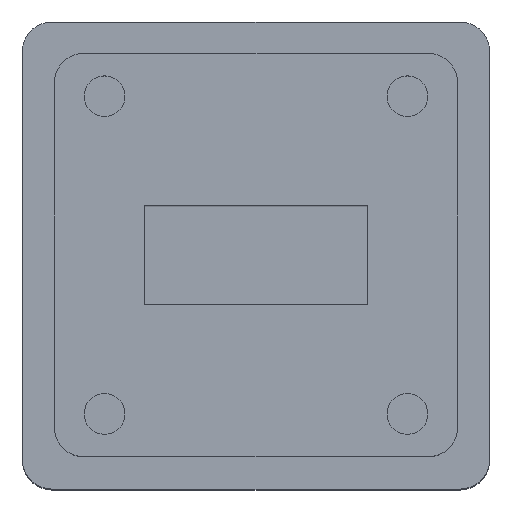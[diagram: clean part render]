
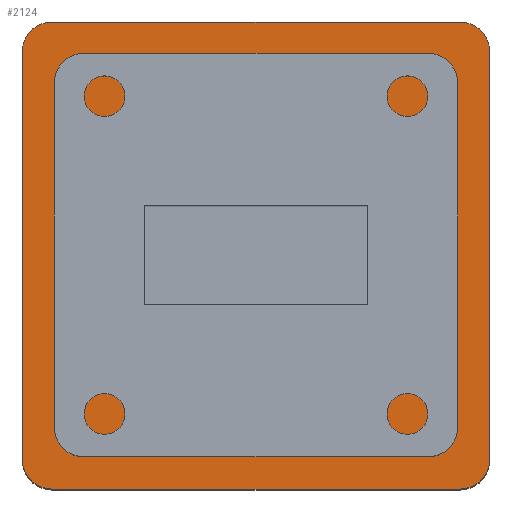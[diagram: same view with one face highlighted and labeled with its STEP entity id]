
A CAD part, top view. The second image highlights one B-rep face of the part: STEP entity #2124.
In plain terms, the highlighted planar face has unit normal (0, 0, 1).
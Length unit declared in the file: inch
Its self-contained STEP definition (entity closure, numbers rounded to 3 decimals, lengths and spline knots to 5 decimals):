
#22 = VERTEX_POINT ( 'NONE', #3094 ) ;
#47 = EDGE_CURVE ( 'NONE', #1241, #3862, #54, .T. ) ;
#54 = CIRCLE ( 'NONE', #2297, 0.11811 ) ;
#84 = LINE ( 'NONE', #3409, #2205 ) ;
#153 = DIRECTION ( 'NONE',  ( 1., 0., 0. ) ) ;
#227 = LINE ( 'NONE', #2644, #1285 ) ;
#235 = CARTESIAN_POINT ( 'NONE',  ( -0.82283, -0.94094, -1.02331 ) ) ;
#334 = ORIENTED_EDGE ( 'NONE', *, *, #3204, .T. ) ;
#339 = FACE_BOUND ( 'NONE', #413, .T. ) ;
#380 = CARTESIAN_POINT ( 'NONE',  ( 0.5, 0.25, -1.02331 ) ) ;
#413 = EDGE_LOOP ( 'NONE', ( #3765, #1539, #3249, #1642 ) ) ;
#444 = CARTESIAN_POINT ( 'NONE',  ( -0.82283, 0.82283, -1.02331 ) ) ;
#451 = LINE ( 'NONE', #1091, #3226 ) ;
#467 = DIRECTION ( 'NONE',  ( 1., 0., 0. ) ) ;
#590 = CARTESIAN_POINT ( 'NONE',  ( -0.94094, -0.82283, -1.02331 ) ) ;
#640 = VERTEX_POINT ( 'NONE', #2936 ) ;
#677 = CARTESIAN_POINT ( 'NONE',  ( -0.5, -0.25, -1.02331 ) ) ;
#699 = ORIENTED_EDGE ( 'NONE', *, *, #47, .T. ) ;
#735 = CARTESIAN_POINT ( 'NONE',  ( 0.5, -0.25, -1.02331 ) ) ;
#743 = CARTESIAN_POINT ( 'NONE',  ( 0.5, 0.25, -1.02331 ) ) ;
#755 = EDGE_CURVE ( 'NONE', #1920, #3862, #227, .T. ) ;
#776 = DIRECTION ( 'NONE',  ( 0., 1., 0. ) ) ;
#834 = CARTESIAN_POINT ( 'NONE',  ( -0.94094, 0.82283, -1.02331 ) ) ;
#920 = CIRCLE ( 'NONE', #3865, 0.11811 ) ;
#950 = CARTESIAN_POINT ( 'NONE',  ( 0.82283, -0.94094, -1.02331 ) ) ;
#954 = EDGE_CURVE ( 'NONE', #3005, #3712, #1300, .T. ) ;
#1063 = PLANE ( 'NONE',  #3439 ) ;
#1080 = CARTESIAN_POINT ( 'NONE',  ( 0.94094, 0.82283, -1.02331 ) ) ;
#1091 = CARTESIAN_POINT ( 'NONE',  ( -0.5, 0.25, -1.02331 ) ) ;
#1112 = EDGE_CURVE ( 'NONE', #22, #1113, #3169, .T. ) ;
#1113 = VERTEX_POINT ( 'NONE', #743 ) ;
#1145 = CARTESIAN_POINT ( 'NONE',  ( -0.82283, 0.94094, -1.02331 ) ) ;
#1220 = CARTESIAN_POINT ( 'NONE',  ( 0.82283, 0.94094, -1.02331 ) ) ;
#1241 = VERTEX_POINT ( 'NONE', #1080 ) ;
#1285 = VECTOR ( 'NONE', #1453, 39.37008 ) ;
#1300 = CIRCLE ( 'NONE', #2389, 0.11811 ) ;
#1345 = DIRECTION ( 'NONE',  ( 0., 0., 1. ) ) ;
#1453 = DIRECTION ( 'NONE',  ( 1., 0., 0. ) ) ;
#1489 = LINE ( 'NONE', #2713, #2878 ) ;
#1539 = ORIENTED_EDGE ( 'NONE', *, *, #1112, .T. ) ;
#1548 = ORIENTED_EDGE ( 'NONE', *, *, #755, .F. ) ;
#1617 = VERTEX_POINT ( 'NONE', #834 ) ;
#1642 = ORIENTED_EDGE ( 'NONE', *, *, #3138, .T. ) ;
#1663 = DIRECTION ( 'NONE',  ( 0., 0., 1. ) ) ;
#1772 = ORIENTED_EDGE ( 'NONE', *, *, #2187, .T. ) ;
#1861 = DIRECTION ( 'NONE',  ( 0., 0., 1. ) ) ;
#1882 = CARTESIAN_POINT ( 'NONE',  ( 0.82283, 0.82283, -1.02331 ) ) ;
#1915 = DIRECTION ( 'NONE',  ( 0., -1., 0. ) ) ;
#1920 = VERTEX_POINT ( 'NONE', #1145 ) ;
#1968 = VECTOR ( 'NONE', #2807, 39.37008 ) ;
#2006 = DIRECTION ( 'NONE',  ( 0., 0., 1. ) ) ;
#2096 = AXIS2_PLACEMENT_3D ( 'NONE', #444, #2006, #467 ) ;
#2124 = ADVANCED_FACE ( 'NONE', ( #339, #2264 ), #1063, .T. ) ;
#2165 = LINE ( 'NONE', #677, #1968 ) ;
#2187 = EDGE_CURVE ( 'NONE', #3104, #640, #920, .T. ) ;
#2205 = VECTOR ( 'NONE', #1915, 39.37008 ) ;
#2242 = VERTEX_POINT ( 'NONE', #2648 ) ;
#2247 = CARTESIAN_POINT ( 'NONE',  ( 0.82283, -0.82283, -1.02331 ) ) ;
#2264 = FACE_OUTER_BOUND ( 'NONE', #3472, .T. ) ;
#2282 = DIRECTION ( 'NONE',  ( 1., 0., 0. ) ) ;
#2297 = AXIS2_PLACEMENT_3D ( 'NONE', #1882, #3113, #3708 ) ;
#2298 = VERTEX_POINT ( 'NONE', #3902 ) ;
#2389 = AXIS2_PLACEMENT_3D ( 'NONE', #3354, #1861, #3730 ) ;
#2579 = DIRECTION ( 'NONE',  ( 1., 0., 0. ) ) ;
#2624 = DIRECTION ( 'NONE',  ( 0., -1., 0. ) ) ;
#2644 = CARTESIAN_POINT ( 'NONE',  ( 0.94094, 0.94094, -1.02331 ) ) ;
#2648 = CARTESIAN_POINT ( 'NONE',  ( -0.5, -0.25, -1.02331 ) ) ;
#2675 = EDGE_CURVE ( 'NONE', #1241, #640, #84, .T. ) ;
#2713 = CARTESIAN_POINT ( 'NONE',  ( 0.94094, -0.94094, -1.02331 ) ) ;
#2719 = VECTOR ( 'NONE', #2624, 39.37008 ) ;
#2756 = ORIENTED_EDGE ( 'NONE', *, *, #2675, .F. ) ;
#2807 = DIRECTION ( 'NONE',  ( -1., 0., 0. ) ) ;
#2840 = EDGE_CURVE ( 'NONE', #1113, #2298, #3503, .T. ) ;
#2875 = CARTESIAN_POINT ( 'NONE',  ( 0., 0., -1.02331 ) ) ;
#2878 = VECTOR ( 'NONE', #3932, 39.37008 ) ;
#2936 = CARTESIAN_POINT ( 'NONE',  ( 0.94094, -0.82283, -1.02331 ) ) ;
#2950 = LINE ( 'NONE', #3558, #3424 ) ;
#3005 = VERTEX_POINT ( 'NONE', #590 ) ;
#3036 = ORIENTED_EDGE ( 'NONE', *, *, #3954, .F. ) ;
#3094 = CARTESIAN_POINT ( 'NONE',  ( -0.5, 0.25, -1.02331 ) ) ;
#3104 = VERTEX_POINT ( 'NONE', #950 ) ;
#3113 = DIRECTION ( 'NONE',  ( 0., 0., 1. ) ) ;
#3138 = EDGE_CURVE ( 'NONE', #2298, #2242, #2165, .T. ) ;
#3169 = LINE ( 'NONE', #380, #3429 ) ;
#3204 = EDGE_CURVE ( 'NONE', #1920, #1617, #3828, .T. ) ;
#3226 = VECTOR ( 'NONE', #776, 39.37008 ) ;
#3244 = DIRECTION ( 'NONE',  ( 0., 1., 0. ) ) ;
#3249 = ORIENTED_EDGE ( 'NONE', *, *, #2840, .T. ) ;
#3345 = ORIENTED_EDGE ( 'NONE', *, *, #3384, .F. ) ;
#3354 = CARTESIAN_POINT ( 'NONE',  ( -0.82283, -0.82283, -1.02331 ) ) ;
#3384 = EDGE_CURVE ( 'NONE', #3104, #3712, #1489, .T. ) ;
#3409 = CARTESIAN_POINT ( 'NONE',  ( 0.94094, -0.94094, -1.02331 ) ) ;
#3424 = VECTOR ( 'NONE', #3244, 39.37008 ) ;
#3429 = VECTOR ( 'NONE', #153, 39.37008 ) ;
#3439 = AXIS2_PLACEMENT_3D ( 'NONE', #2875, #1663, #2282 ) ;
#3472 = EDGE_LOOP ( 'NONE', ( #3036, #3504, #3345, #1772, #2756, #699, #1548, #334 ) ) ;
#3503 = LINE ( 'NONE', #735, #2719 ) ;
#3504 = ORIENTED_EDGE ( 'NONE', *, *, #954, .T. ) ;
#3558 = CARTESIAN_POINT ( 'NONE',  ( -0.94094, -0.94094, -1.02331 ) ) ;
#3708 = DIRECTION ( 'NONE',  ( 1., 0., 0. ) ) ;
#3712 = VERTEX_POINT ( 'NONE', #235 ) ;
#3730 = DIRECTION ( 'NONE',  ( 1., 0., 0. ) ) ;
#3765 = ORIENTED_EDGE ( 'NONE', *, *, #3908, .T. ) ;
#3828 = CIRCLE ( 'NONE', #2096, 0.11811 ) ;
#3862 = VERTEX_POINT ( 'NONE', #1220 ) ;
#3865 = AXIS2_PLACEMENT_3D ( 'NONE', #2247, #1345, #2579 ) ;
#3902 = CARTESIAN_POINT ( 'NONE',  ( 0.5, -0.25, -1.02331 ) ) ;
#3908 = EDGE_CURVE ( 'NONE', #2242, #22, #451, .T. ) ;
#3932 = DIRECTION ( 'NONE',  ( -1., 0., 0. ) ) ;
#3954 = EDGE_CURVE ( 'NONE', #3005, #1617, #2950, .T. ) ;
